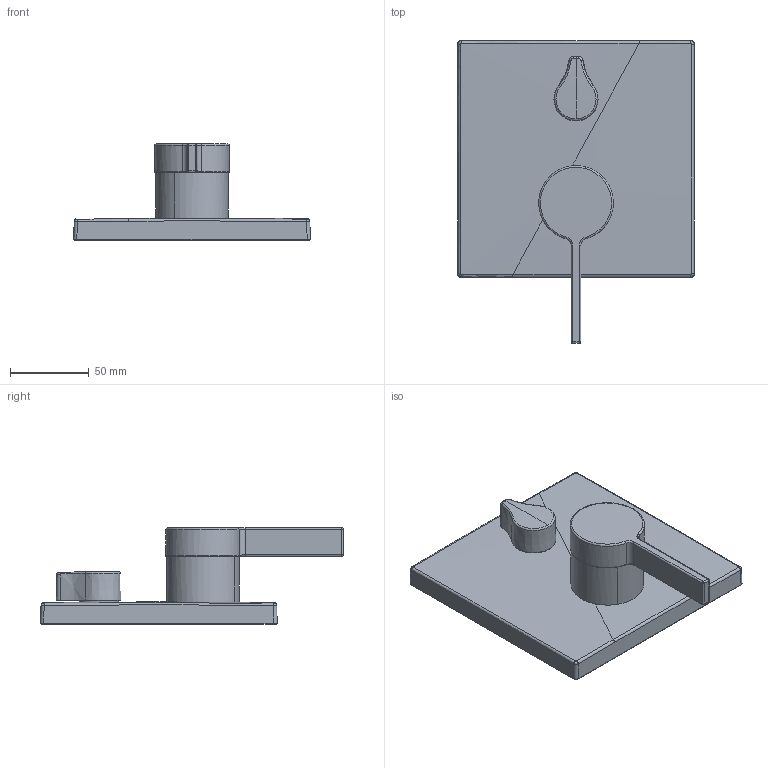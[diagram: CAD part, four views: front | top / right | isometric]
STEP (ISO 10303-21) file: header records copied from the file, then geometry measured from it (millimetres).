
FILE_DESCRIPTION (( 'STEP AP203' ), '1' );
FILE_NAME ('87603003(2018).STEP', '2018-11-13T06:34:40', ( '' ), ( '' ), 'SwSTEP 2.0', 'SolidWorks 2016', '' );
FILE_SCHEMA (( 'CONFIG_CONTROL_DESIGN' ));
Length unit declared in the file: millimetre
Products named in the file (1): 87603003(2018)
Bounding box: 149.97 x 191.99 x 60.9 mm (x, y, z)
Volume: 407547.3 mm3; surface area: 65025.2 mm2
Topology: 1 solids, 1 shells, 90 faces, 209 edges, 122 vertices
Faces by surface type: cylinder 25, bspline 21, torus 18, plane 13, sphere 8, cone 5
Entity records: 5082 total; most frequent: CARTESIAN_POINT 3143, ORIENTED_EDGE 402, DIRECTION 364, EDGE_CURVE 201, AXIS2_PLACEMENT_3D 158, VERTEX_POINT 118, EDGE_LOOP 95, FACE_OUTER_BOUND 90
